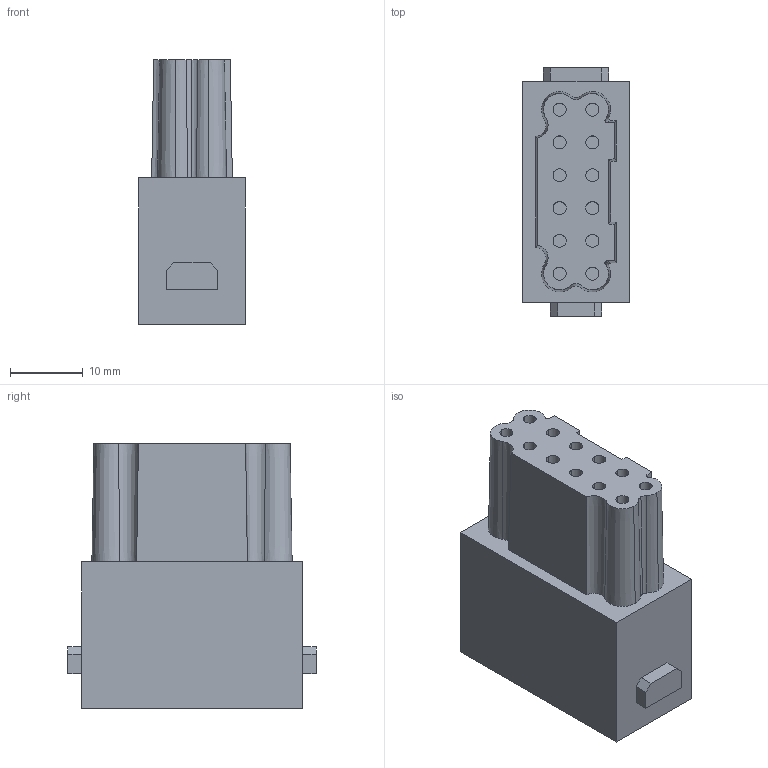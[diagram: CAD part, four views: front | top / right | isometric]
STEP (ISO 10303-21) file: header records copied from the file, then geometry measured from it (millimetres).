
FILE_DESCRIPTION(('HOOPS Exchange Step'),'2;1');
FILE_NAME('export-7A6C6D40-3AB4-4763-9686-03FD820AC88E.stp','2022-09-30T15:48:15+02:00',('Engineering'),('Alibre'),'HOOPS Exchange 2021.0','Alibre','Unknown authorisation');
FILE_SCHEMA( ('AP242_MANAGED_MODEL_BASED_3D_ENGINEERING_MIM_LF {1 0 10303 442 1 1 4 }') );
Length unit declared in the file: millimetre
Products named in the file (2): 6066-1 Contact insert module - HC-M-12-PT-F - 1424228; 6066 Contact insert module - HC-M-12-PT-F - 1424228
Assembly tree (1 placements, depth 2):
  6066 Contact insert module - HC-M-12-PT-F - 1424228
    6066-1 Contact insert module - HC-M-12-PT-F - 1424228
Bounding box: 14.6 x 34.1 x 36.25 mm (x, y, z)
Volume: 11254.1 mm3; surface area: 6530.9 mm2
Topology: 1 solids, 1 shells, 506 faces, 1328 edges, 863 vertices
Faces by surface type: plane 293, cylinder 96, bspline 79, cone 38
Entity records: 33688 total; most frequent: CARTESIAN_POINT 22364, ORIENTED_EDGE 2656, DIRECTION 1854, EDGE_CURVE 1328, VERTEX_POINT 863, VECTOR 694, LINE 694, AXIS2_PLACEMENT_3D 580
